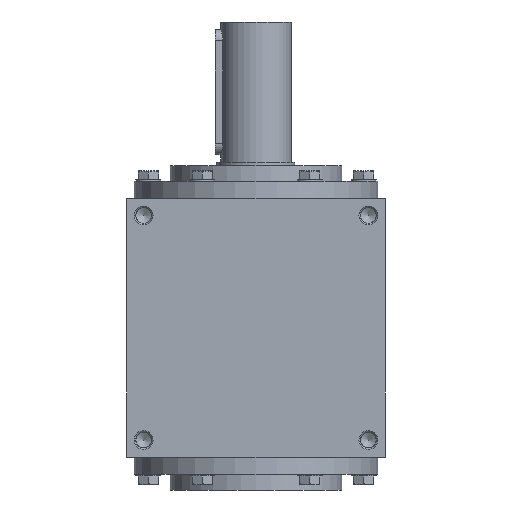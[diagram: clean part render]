
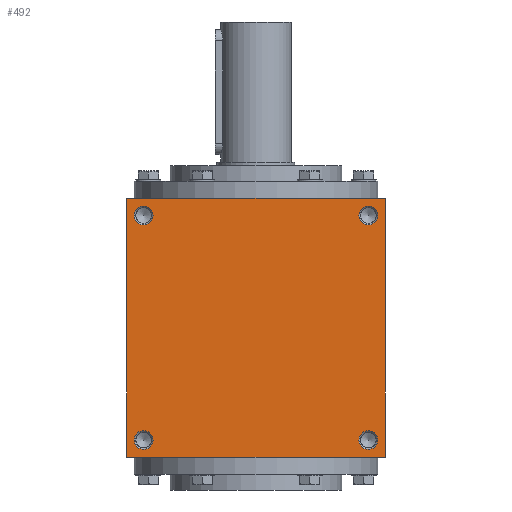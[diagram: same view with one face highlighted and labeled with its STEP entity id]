
A CAD part, left-side view. The second image highlights one B-rep face of the part: STEP entity #492.
In plain terms, the highlighted face is planar.
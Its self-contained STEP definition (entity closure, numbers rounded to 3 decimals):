
#492 = ADVANCED_FACE( '', ( #995, #996, #997, #998, #999 ), #1000, .F. );
#995 = FACE_BOUND( '', #1728, .T. );
#996 = FACE_BOUND( '', #1729, .T. );
#997 = FACE_BOUND( '', #1730, .T. );
#998 = FACE_BOUND( '', #1731, .T. );
#999 = FACE_OUTER_BOUND( '', #1732, .T. );
#1000 = PLANE( '', #1733 );
#1728 = EDGE_LOOP( '', ( #2532 ) );
#1729 = EDGE_LOOP( '', ( #2533 ) );
#1730 = EDGE_LOOP( '', ( #2534 ) );
#1731 = EDGE_LOOP( '', ( #2535 ) );
#1732 = EDGE_LOOP( '', ( #2536, #2537, #2538, #2539 ) );
#1733 = AXIS2_PLACEMENT_3D( '', #2540, #2541, #2542 );
#2532 = ORIENTED_EDGE( '', *, *, #3840, .F. );
#2533 = ORIENTED_EDGE( '', *, *, #3841, .T. );
#2534 = ORIENTED_EDGE( '', *, *, #3842, .F. );
#2535 = ORIENTED_EDGE( '', *, *, #3843, .T. );
#2536 = ORIENTED_EDGE( '', *, *, #3844, .F. );
#2537 = ORIENTED_EDGE( '', *, *, #3845, .F. );
#2538 = ORIENTED_EDGE( '', *, *, #3846, .F. );
#2539 = ORIENTED_EDGE( '', *, *, #3847, .F. );
#2540 = CARTESIAN_POINT( '', ( 0., 0., -83. ) );
#2541 = DIRECTION( '', ( 0., 0., 1. ) );
#2542 = DIRECTION( '', ( 1., 0., 0. ) );
#3840 = EDGE_CURVE( '', #4416, #4416, #4417, .T. );
#3841 = EDGE_CURVE( '', #4418, #4418, #4419, .T. );
#3842 = EDGE_CURVE( '', #4420, #4420, #4421, .T. );
#3843 = EDGE_CURVE( '', #4422, #4422, #4423, .T. );
#3844 = EDGE_CURVE( '', #4424, #4425, #4426, .T. );
#3845 = EDGE_CURVE( '', #4427, #4424, #4428, .T. );
#3846 = EDGE_CURVE( '', #4429, #4427, #4430, .T. );
#3847 = EDGE_CURVE( '', #4425, #4429, #4431, .T. );
#4416 = VERTEX_POINT( '', #5201 );
#4417 = CIRCLE( '', #5202, 6. );
#4418 = VERTEX_POINT( '', #5203 );
#4419 = CIRCLE( '', #5204, 6. );
#4420 = VERTEX_POINT( '', #5205 );
#4421 = CIRCLE( '', #5206, 6. );
#4422 = VERTEX_POINT( '', #5207 );
#4423 = CIRCLE( '', #5208, 6. );
#4424 = VERTEX_POINT( '', #5209 );
#4425 = VERTEX_POINT( '', #5210 );
#4426 = LINE( '', #5211, #5212 );
#4427 = VERTEX_POINT( '', #5213 );
#4428 = LINE( '', #5214, #5215 );
#4429 = VERTEX_POINT( '', #5216 );
#4430 = LINE( '', #5217, #5218 );
#4431 = LINE( '', #5219, #5220 );
#5201 = CARTESIAN_POINT( '', ( -78., 72., -83. ) );
#5202 = AXIS2_PLACEMENT_3D( '', #6160, #6161, #6162 );
#5203 = CARTESIAN_POINT( '', ( 78., 72., -83. ) );
#5204 = AXIS2_PLACEMENT_3D( '', #6163, #6164, #6165 );
#5205 = CARTESIAN_POINT( '', ( -78., -72., -83. ) );
#5206 = AXIS2_PLACEMENT_3D( '', #6166, #6167, #6168 );
#5207 = CARTESIAN_POINT( '', ( 78., -72., -83. ) );
#5208 = AXIS2_PLACEMENT_3D( '', #6169, #6170, #6171 );
#5209 = CARTESIAN_POINT( '', ( -83., 83., -83. ) );
#5210 = CARTESIAN_POINT( '', ( -83., -83., -83. ) );
#5211 = CARTESIAN_POINT( '', ( -83., 83., -83. ) );
#5212 = VECTOR( '', #6172, 1000. );
#5213 = CARTESIAN_POINT( '', ( 83., 83., -83. ) );
#5214 = CARTESIAN_POINT( '', ( 83., 83., -83. ) );
#5215 = VECTOR( '', #6173, 1000. );
#5216 = CARTESIAN_POINT( '', ( 83., -83., -83. ) );
#5217 = CARTESIAN_POINT( '', ( 83., -83., -83. ) );
#5218 = VECTOR( '', #6174, 1000. );
#5219 = CARTESIAN_POINT( '', ( -83., -83., -83. ) );
#5220 = VECTOR( '', #6175, 1000. );
#6160 = CARTESIAN_POINT( '', ( -72., 72., -83. ) );
#6161 = DIRECTION( '', ( 0., 0., -1. ) );
#6162 = DIRECTION( '', ( -1., 0., 0. ) );
#6163 = CARTESIAN_POINT( '', ( 72., 72., -83. ) );
#6164 = DIRECTION( '', ( 0., 0., 1. ) );
#6165 = DIRECTION( '', ( 1., 0., 0. ) );
#6166 = CARTESIAN_POINT( '', ( -72., -72., -83. ) );
#6167 = DIRECTION( '', ( 0., 0., -1. ) );
#6168 = DIRECTION( '', ( -1., 0., 0. ) );
#6169 = CARTESIAN_POINT( '', ( 72., -72., -83. ) );
#6170 = DIRECTION( '', ( 0., 0., 1. ) );
#6171 = DIRECTION( '', ( 1., 0., 0. ) );
#6172 = DIRECTION( '', ( 0., -1., 0. ) );
#6173 = DIRECTION( '', ( -1., 0., 0. ) );
#6174 = DIRECTION( '', ( 0., 1., 0. ) );
#6175 = DIRECTION( '', ( 1., 0., 0. ) );
